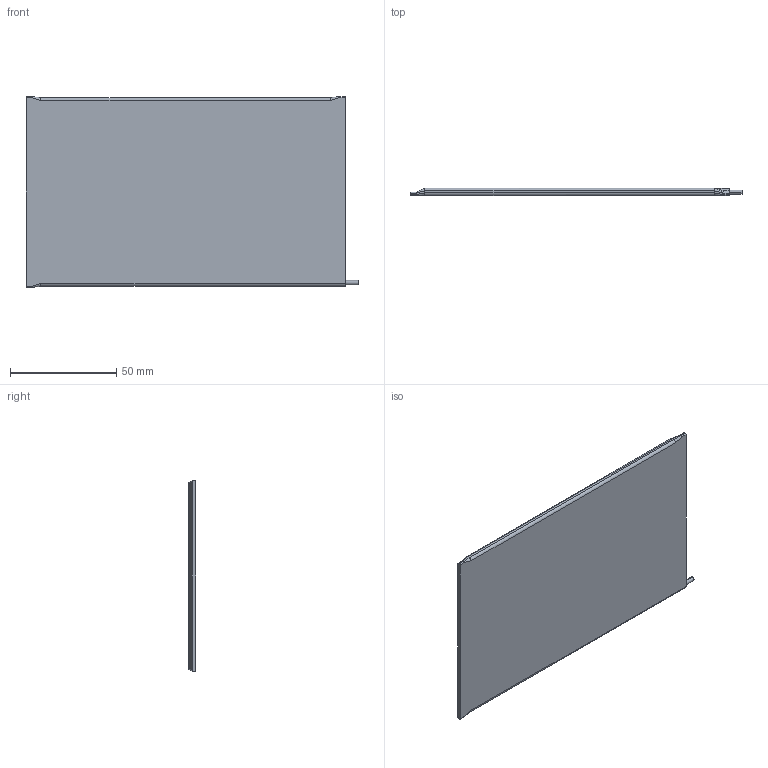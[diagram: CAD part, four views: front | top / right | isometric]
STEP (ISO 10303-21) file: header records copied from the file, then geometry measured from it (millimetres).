
FILE_DESCRIPTION (( 'STEP AP214' ), '1' );
FILE_NAME ('CELSIA_W89.2L150.0T3.5.STEP', '2025-11-14T10:24:28', ( '' ), ( '' ), 'SwSTEP 2.0', 'SolidWorks 2023', '' );
FILE_SCHEMA (( 'AUTOMOTIVE_DESIGN' ));
Length unit declared in the file: millimetre
Products named in the file (1): CELSIA_W89.2L150.0T3.5
Bounding box: 156 x 3.5 x 89.52 mm (x, y, z)
Volume: 44683.6 mm3; surface area: 27730.6 mm2
Topology: 1 solids, 1 shells, 280 faces, 729 edges, 480 vertices
Faces by surface type: plane 143, bspline 123, cylinder 14
Entity records: 15046 total; most frequent: CARTESIAN_POINT 8992, ORIENTED_EDGE 1458, DIRECTION 816, EDGE_CURVE 729, VERTEX_POINT 480, LINE 464, VECTOR 464, EDGE_LOOP 309
